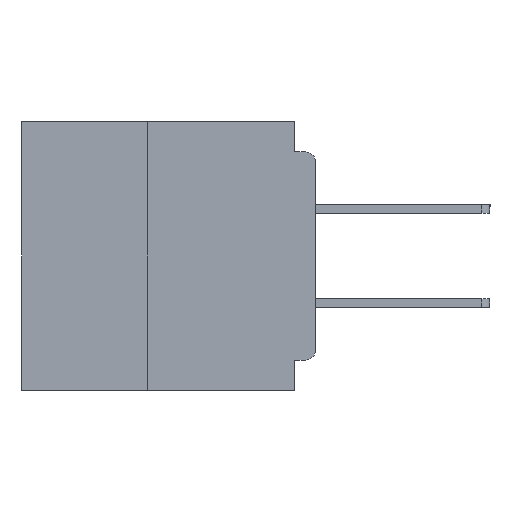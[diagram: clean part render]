
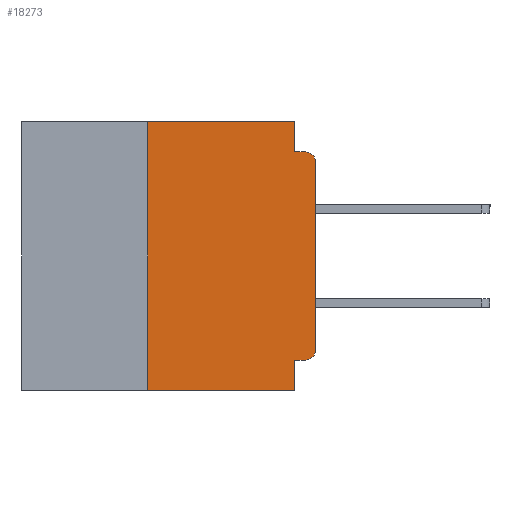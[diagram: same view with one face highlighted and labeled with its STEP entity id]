
A CAD part, left-side view. The second image highlights one B-rep face of the part: STEP entity #18273.
In plain terms, the highlighted planar face has unit normal (-1, 0, 0).
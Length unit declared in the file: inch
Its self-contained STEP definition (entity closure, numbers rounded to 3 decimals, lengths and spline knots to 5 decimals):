
#93 = LINE ( 'NONE', #41745, #36214 ) ;
#375 = VERTEX_POINT ( 'NONE', #18032 ) ;
#2068 = VECTOR ( 'NONE', #31156, 39.37008 ) ;
#2615 = EDGE_CURVE ( 'NONE', #27074, #21904, #8464, .T. ) ;
#2904 = ORIENTED_EDGE ( 'NONE', *, *, #2615, .T. ) ;
#3232 = CARTESIAN_POINT ( 'NONE',  ( 0., 0.015, -0.355 ) ) ;
#3282 = EDGE_CURVE ( 'NONE', #15644, #21904, #36654, .T. ) ;
#3346 = CARTESIAN_POINT ( 'NONE',  ( 0., 0.25, 0. ) ) ;
#3532 = DIRECTION ( 'NONE',  ( -1., 0., 0. ) ) ;
#3912 = CARTESIAN_POINT ( 'NONE',  ( 0., 0.437, 0. ) ) ;
#4199 = EDGE_CURVE ( 'NONE', #27074, #27948, #46545, .T. ) ;
#4653 = CARTESIAN_POINT ( 'NONE',  ( 0., 0.031, -0.4 ) ) ;
#6167 = PLANE ( 'NONE',  #35541 ) ;
#6176 = ORIENTED_EDGE ( 'NONE', *, *, #3282, .F. ) ;
#6249 = VERTEX_POINT ( 'NONE', #15107 ) ;
#6336 = DIRECTION ( 'NONE',  ( 0., 0., 1. ) ) ;
#6990 = VERTEX_POINT ( 'NONE', #25896 ) ;
#7636 = EDGE_CURVE ( 'NONE', #27948, #6249, #42738, .T. ) ;
#8464 = LINE ( 'NONE', #11732, #45642 ) ;
#8973 = VECTOR ( 'NONE', #33576, 39.37008 ) ;
#9336 = LINE ( 'NONE', #28532, #46491 ) ;
#9447 = DIRECTION ( 'NONE',  ( 0., 0., 1. ) ) ;
#9469 = EDGE_CURVE ( 'NONE', #375, #25018, #33065, .T. ) ;
#9834 = DIRECTION ( 'NONE',  ( 0., 0., -1. ) ) ;
#10064 = CARTESIAN_POINT ( 'NONE',  ( 0., 0.031, 0. ) ) ;
#10549 = CARTESIAN_POINT ( 'NONE',  ( 0., 0.015, -0.045 ) ) ;
#10789 = ORIENTED_EDGE ( 'NONE', *, *, #9469, .T. ) ;
#10850 = ORIENTED_EDGE ( 'NONE', *, *, #22125, .F. ) ;
#11477 = CIRCLE ( 'NONE', #36877, 0.015 ) ;
#11711 = LINE ( 'NONE', #23945, #2068 ) ;
#11732 = CARTESIAN_POINT ( 'NONE',  ( 0., 0.437, -0.4 ) ) ;
#11862 = AXIS2_PLACEMENT_3D ( 'NONE', #15387, #3532, #38643 ) ;
#13444 = VECTOR ( 'NONE', #21076, 39.37008 ) ;
#13972 = DIRECTION ( 'NONE',  ( 0., -1., 0. ) ) ;
#15087 = ORIENTED_EDGE ( 'NONE', *, *, #4199, .F. ) ;
#15107 = CARTESIAN_POINT ( 'NONE',  ( 0., 0.031, 0. ) ) ;
#15387 = CARTESIAN_POINT ( 'NONE',  ( 0., 0.015, -0.06 ) ) ;
#15644 = VERTEX_POINT ( 'NONE', #42181 ) ;
#15709 = EDGE_CURVE ( 'NONE', #6249, #6990, #34857, .T. ) ;
#17994 = VECTOR ( 'NONE', #6336, 39.37008 ) ;
#18032 = CARTESIAN_POINT ( 'NONE',  ( 0., 0., -0.06 ) ) ;
#18273 = ADVANCED_FACE ( 'NONE', ( #42481 ), #6167, .F. ) ;
#19095 = DIRECTION ( 'NONE',  ( 0., -1., 0. ) ) ;
#19563 = EDGE_CURVE ( 'NONE', #46004, #375, #93, .T. ) ;
#20285 = VERTEX_POINT ( 'NONE', #3232 ) ;
#21076 = DIRECTION ( 'NONE',  ( 0., 0., -1. ) ) ;
#21287 = DIRECTION ( 'NONE',  ( -1., 0., 0. ) ) ;
#21904 = VERTEX_POINT ( 'NONE', #43453 ) ;
#21961 = ORIENTED_EDGE ( 'NONE', *, *, #7636, .F. ) ;
#22125 = EDGE_CURVE ( 'NONE', #20285, #15644, #11711, .T. ) ;
#22393 = DIRECTION ( 'NONE',  ( 0., -1., 0. ) ) ;
#23743 = VECTOR ( 'NONE', #22393, 39.37008 ) ;
#23945 = CARTESIAN_POINT ( 'NONE',  ( 0., 0., -0.355 ) ) ;
#24039 = ORIENTED_EDGE ( 'NONE', *, *, #15709, .F. ) ;
#25018 = VERTEX_POINT ( 'NONE', #10549 ) ;
#25896 = CARTESIAN_POINT ( 'NONE',  ( 0., 0.031, -0.045 ) ) ;
#26468 = ORIENTED_EDGE ( 'NONE', *, *, #19563, .T. ) ;
#27074 = VERTEX_POINT ( 'NONE', #37830 ) ;
#27948 = VERTEX_POINT ( 'NONE', #3346 ) ;
#28532 = CARTESIAN_POINT ( 'NONE',  ( 0., 0., -0.045 ) ) ;
#29525 = EDGE_LOOP ( 'NONE', ( #26468, #10789, #46574, #24039, #21961, #15087, #2904, #6176, #10850, #32294 ) ) ;
#31156 = DIRECTION ( 'NONE',  ( 0., 1., 0. ) ) ;
#31519 = DIRECTION ( 'NONE',  ( 1., 0., 0. ) ) ;
#32294 = ORIENTED_EDGE ( 'NONE', *, *, #38341, .T. ) ;
#33065 = CIRCLE ( 'NONE', #11862, 0.015 ) ;
#33576 = DIRECTION ( 'NONE',  ( 0., 0., -1. ) ) ;
#34857 = LINE ( 'NONE', #10064, #13444 ) ;
#35541 = AXIS2_PLACEMENT_3D ( 'NONE', #45689, #31519, #9834 ) ;
#36214 = VECTOR ( 'NONE', #9447, 39.37008 ) ;
#36654 = LINE ( 'NONE', #4653, #8973 ) ;
#36877 = AXIS2_PLACEMENT_3D ( 'NONE', #42695, #21287, #46266 ) ;
#37830 = CARTESIAN_POINT ( 'NONE',  ( 0., 0.25, -0.4 ) ) ;
#38341 = EDGE_CURVE ( 'NONE', #20285, #46004, #11477, .T. ) ;
#38643 = DIRECTION ( 'NONE',  ( 0., 0., -1. ) ) ;
#38682 = CARTESIAN_POINT ( 'NONE',  ( 0., 0.25, -0.4 ) ) ;
#41745 = CARTESIAN_POINT ( 'NONE',  ( 0., 0., 0. ) ) ;
#42181 = CARTESIAN_POINT ( 'NONE',  ( 0., 0.031, -0.355 ) ) ;
#42481 = FACE_OUTER_BOUND ( 'NONE', #29525, .T. ) ;
#42695 = CARTESIAN_POINT ( 'NONE',  ( 0., 0.015, -0.34 ) ) ;
#42738 = LINE ( 'NONE', #3912, #23743 ) ;
#43453 = CARTESIAN_POINT ( 'NONE',  ( 0., 0.031, -0.4 ) ) ;
#43568 = EDGE_CURVE ( 'NONE', #6990, #25018, #9336, .T. ) ;
#45376 = CARTESIAN_POINT ( 'NONE',  ( 0., 0., -0.34 ) ) ;
#45642 = VECTOR ( 'NONE', #19095, 39.37008 ) ;
#45689 = CARTESIAN_POINT ( 'NONE',  ( 0., 0.437, 0. ) ) ;
#46004 = VERTEX_POINT ( 'NONE', #45376 ) ;
#46266 = DIRECTION ( 'NONE',  ( 0., 0., -1. ) ) ;
#46491 = VECTOR ( 'NONE', #13972, 39.37008 ) ;
#46545 = LINE ( 'NONE', #38682, #17994 ) ;
#46574 = ORIENTED_EDGE ( 'NONE', *, *, #43568, .F. ) ;
